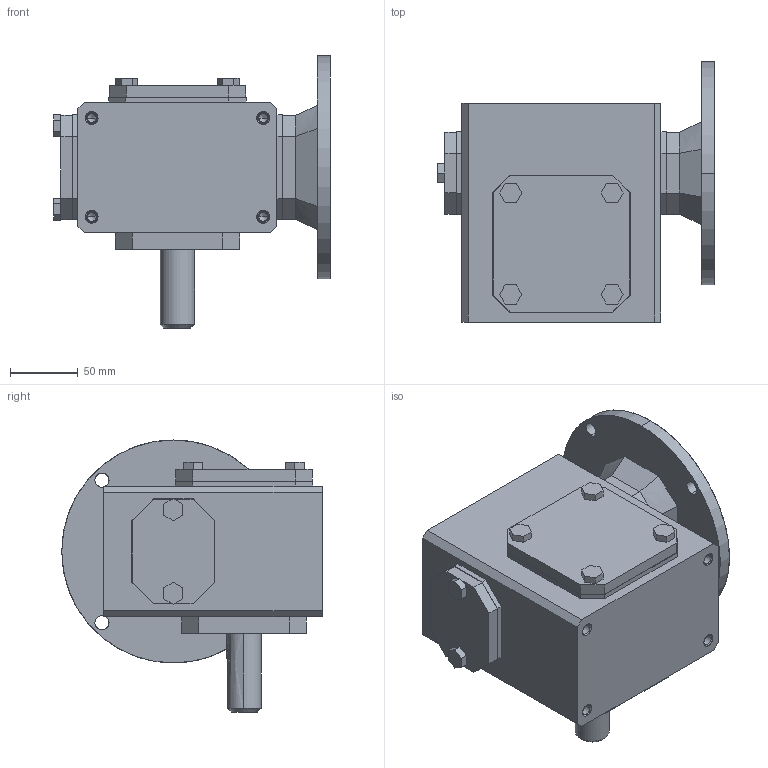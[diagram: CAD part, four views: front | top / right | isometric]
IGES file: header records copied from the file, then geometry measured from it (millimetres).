
Start section: SolidWorks IGES file using analytic representation for surfaces
Global section: file name: 20DEFAU08121220251197.igs; native system: SolidWorks 2017; preprocessor: SolidWorks 2017; author: partstream; date: 170812.122035; units: inch
Bounding box: 204.98 x 192.79 x 201.42 mm (x, y, z)
Surface area: 185620.8 mm2 (no closed solid volume)
Topology: 0 solids, 0 shells, 347 faces, 3436 edges, 3416 vertices
Faces by surface type: bspline 243, revolution 104
